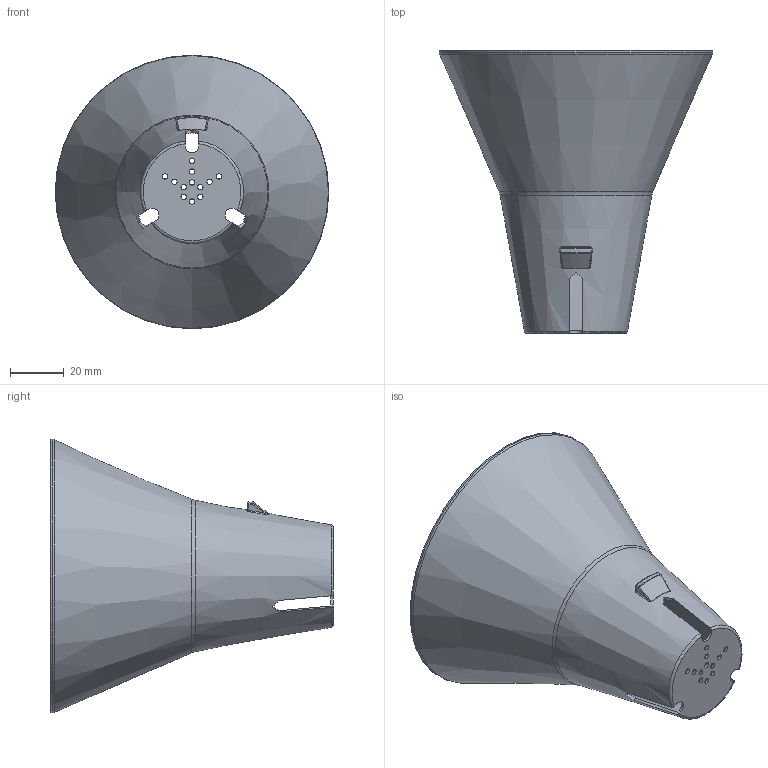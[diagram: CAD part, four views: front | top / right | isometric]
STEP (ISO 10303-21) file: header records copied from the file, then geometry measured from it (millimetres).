
FILE_DESCRIPTION(/* description */ (''),/* implementation_level */ '2;1');
FILE_NAME(/* name */ 'c092ba51-df63-4ee8-ab24-1341d9cff5ec.stp',/* time_stamp */ '2025-04-26T15:44:21Z',/* author */ (''),/* organization */ (''),/* preprocessor_version */ 'ST-DEVELOPER v20.1',/* originating_system */ 'Autodesk Translation Framework v14.10.0.0',/* authorisation */ '');
FILE_SCHEMA (('AUTOMOTIVE_DESIGN { 1 0 10303 214 3 1 1 }'));
Length unit declared in the file: millimetre
Products named in the file (1): Cup - Bigger version
Bounding box: 101.6 x 105 x 101.6 mm (x, y, z)
Volume: 22998.6 mm3; surface area: 45575.5 mm2
Topology: 1 solids, 1 shells, 77 faces, 213 edges, 134 vertices
Faces by surface type: cylinder 31, plane 18, torus 11, bspline 8, cone 5, sphere 4
Full cylindrical faces by diameter (mm): 2 x12, 99.569 x1, 101.6 x1
Entity records: 2899 total; most frequent: CARTESIAN_POINT 897, ORIENTED_EDGE 426, DIRECTION 400, EDGE_CURVE 213, AXIS2_PLACEMENT_3D 169, VERTEX_POINT 134, EDGE_LOOP 103, CIRCLE 87
